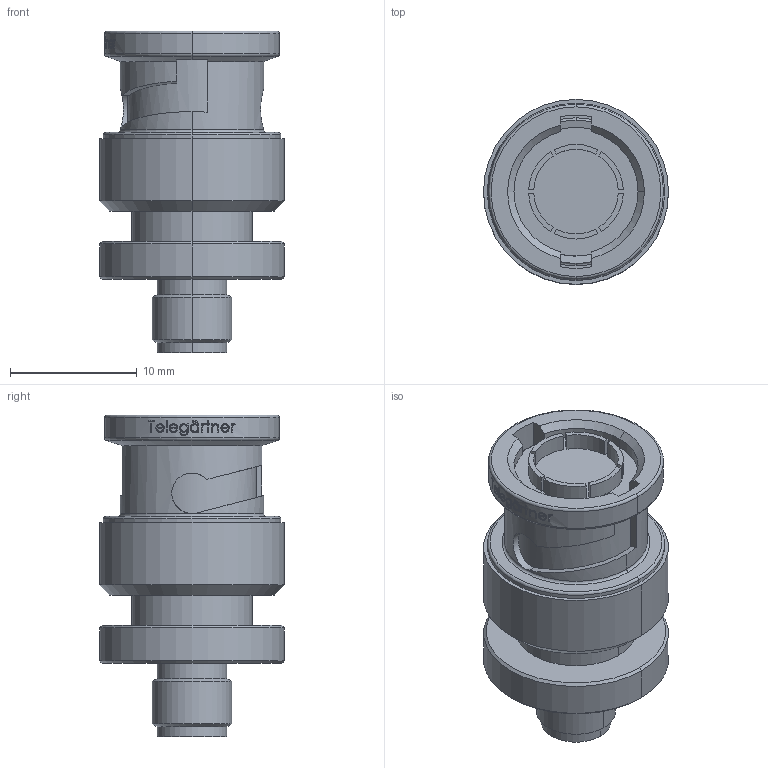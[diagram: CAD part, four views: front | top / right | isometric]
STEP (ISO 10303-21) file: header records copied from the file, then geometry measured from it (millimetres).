
FILE_DESCRIPTION (( 'STEP AP214' ), '1' );
FILE_NAME ('J01008A0017.STEP', '2018-11-19T14:08:33', ( '' ), ( '' ), 'SwSTEP 2.0', 'SolidWorks 2017', '' );
FILE_SCHEMA (( 'AUTOMOTIVE_DESIGN' ));
Length unit declared in the file: millimetre
Products named in the file (1): J01008A0017
Bounding box: 14.6 x 14.6 x 25.4 mm (x, y, z)
Volume: 2617 mm3; surface area: 1613 mm2
Topology: 1 solids, 1 shells, 256 faces, 659 edges, 431 vertices
Faces by surface type: plane 97, bspline 78, cylinder 58, cone 15, torus 8
Entity records: 10674 total; most frequent: CARTESIAN_POINT 4851, ORIENTED_EDGE 1318, DIRECTION 984, EDGE_CURVE 659, VERTEX_POINT 431, AXIS2_PLACEMENT_3D 336, LINE 312, VECTOR 312
